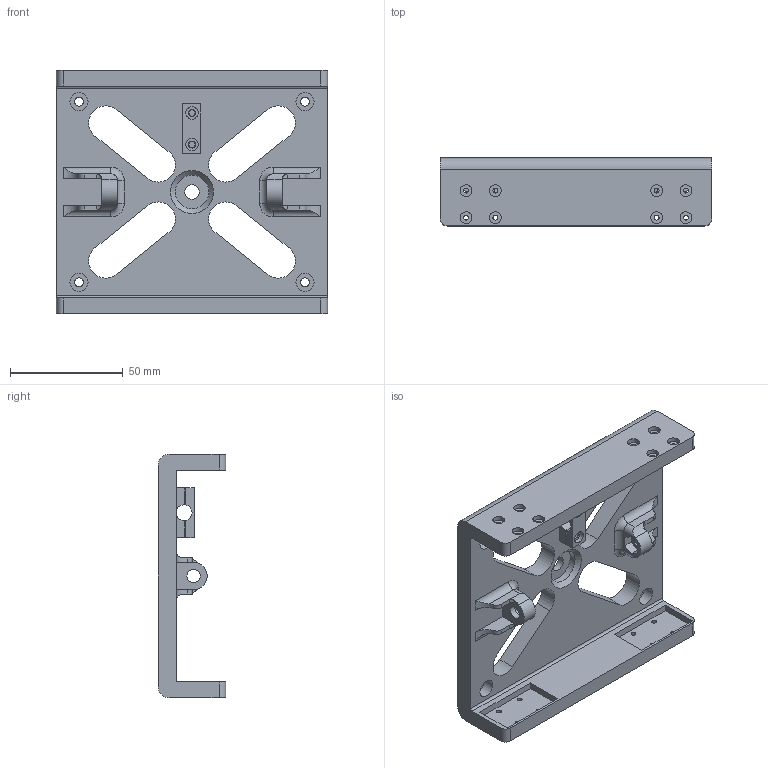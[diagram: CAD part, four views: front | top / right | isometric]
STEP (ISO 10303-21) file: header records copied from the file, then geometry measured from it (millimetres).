
FILE_DESCRIPTION(/* description */ (''),/* implementation_level */ '2;1');
FILE_NAME(/* name */ 'kelkka_upper.step',/* time_stamp */ '2021-07-25T16:35:22+03:00',/* author */ (''),/* organization */ (''),/* preprocessor_version */ 'ST-DEVELOPER v18.1',/* originating_system */ 'Autodesk Translation Framework v10.9.0.1377',/* authorisation */ '');
FILE_SCHEMA (('AUTOMOTIVE_DESIGN { 1 0 10303 214 3 1 1 }'));
Length unit declared in the file: millimetre
Products named in the file (1): kelkka_upper_v3
Bounding box: 120 x 30 x 107.75 mm (x, y, z)
Volume: 113138.7 mm3; surface area: 43854.2 mm2
Topology: 4 solids, 4 shells, 210 faces, 500 edges, 329 vertices
Faces by surface type: plane 108, cylinder 97, torus 4, cone 1
Full cylindrical faces by diameter (mm): 2.2 x16, 2.8 x2, 3.1 x2, 4 x4, 5.2 x16, 5.5 x2, 5.85 x2, 6.5 x1, 8 x4, 15 x1
Entity records: 6358 total; most frequent: CARTESIAN_POINT 1184, DIRECTION 1089, ORIENTED_EDGE 1000, EDGE_CURVE 500, AXIS2_PLACEMENT_3D 394, VERTEX_POINT 329, EDGE_LOOP 303, LINE 301
